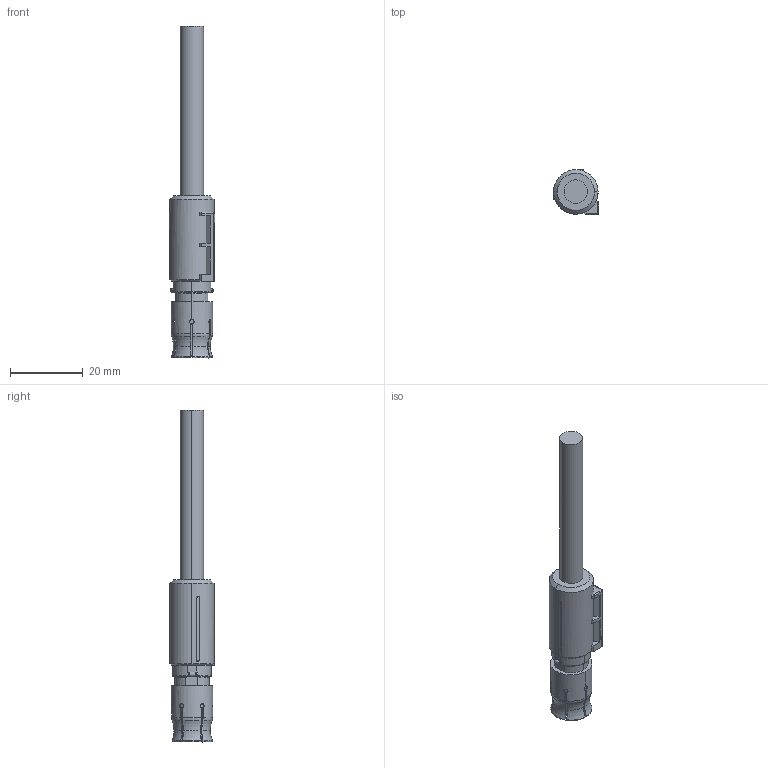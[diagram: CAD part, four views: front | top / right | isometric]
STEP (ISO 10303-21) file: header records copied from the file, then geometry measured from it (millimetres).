
FILE_DESCRIPTION(('CATIA V5 STEP Exchange','CAx-IF Rec.Pracs.--- Model Styling and Organization---1.4--- 2014-01-23'),'2;1');
FILE_NAME ('029622-2_1_2003920100_2003920100.stp','2020-02-12T12:29:57+00:00',('none'),('Weidmueller'),'CATIA Version 5-6 Release 2016 SP3 HF44','CATIA V5 STEP AP214','none');
FILE_SCHEMA(('AUTOMOTIVE_DESIGN { 1 0 10303 214 1 1 1 1 }'));
Length unit declared in the file: millimetre
Products named in the file (1): 2003920100
Bounding box: 12.41 x 12.41 x 91.1 mm (x, y, z)
Volume: 5831.8 mm3; surface area: 3894.8 mm2
Topology: 4 solids, 4 shells, 360 faces, 970 edges, 630 vertices
Faces by surface type: plane 126, cylinder 89, torus 67, extrusion 41, bspline 20, cone 15, sphere 2
Entity records: 12197 total; most frequent: CARTESIAN_POINT 4041, ORIENTED_EDGE 1936, DIRECTION 1225, EDGE_CURVE 968, VERTEX_POINT 630, AXIS2_PLACEMENT_3D 501, VECTOR 438, LINE 397
